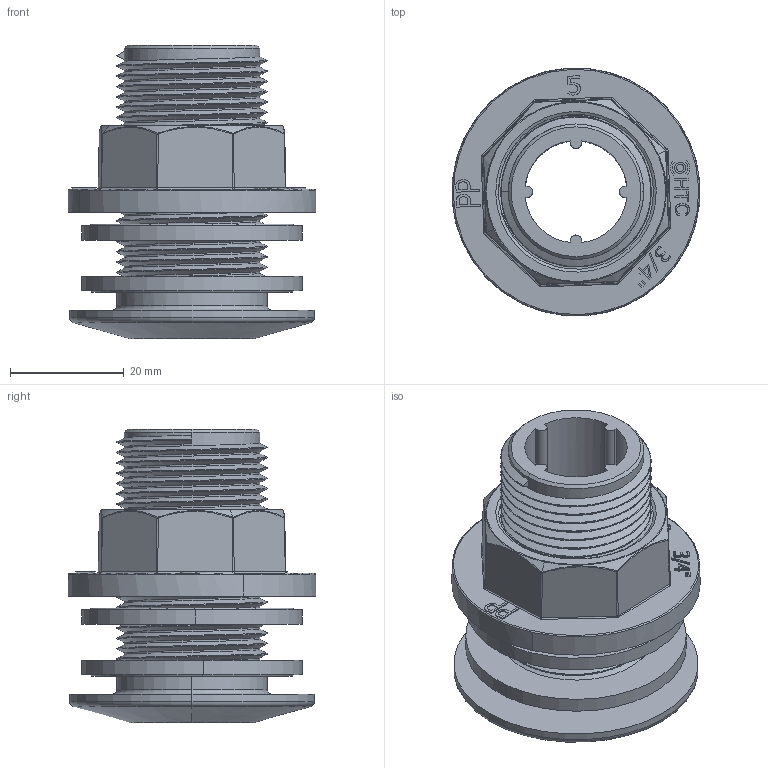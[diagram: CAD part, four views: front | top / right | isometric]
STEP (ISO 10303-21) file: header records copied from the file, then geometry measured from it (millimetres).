
FILE_DESCRIPTION (( 'STEP AP214' ), '1' );
FILE_NAME ('蚾饜极 3-4.STEP', '2025-07-08T05:35:14', ( '' ), ( '' ), 'SwSTEP 2.0', 'SolidWorks 2023', '' );
FILE_SCHEMA (( 'AUTOMOTIVE_DESIGN' ));
Length unit declared in the file: millimetre
Products named in the file (4): 3-4; 2023-082 3-4; 2023-101=3-4; 装配体 3-4
Assembly tree (4 placements, depth 2):
  装配体 3-4
    3-4
    2023-082 3-4  x2
    2023-101=3-4
Bounding box: 43.5 x 43.5 x 51.5 mm (x, y, z)
Volume: 26107.9 mm3; surface area: 21371.8 mm2
Topology: 4 solids, 4 shells, 454 faces, 1167 edges, 754 vertices
Faces by surface type: plane 144, cylinder 118, bspline 117, cone 49, torus 26
Entity records: 24373 total; most frequent: CARTESIAN_POINT 15013, ORIENTED_EDGE 2238, DIRECTION 1472, EDGE_CURVE 1119, VERTEX_POINT 726, AXIS2_PLACEMENT_3D 552, EDGE_LOOP 467, FACE_OUTER_BOUND 430
